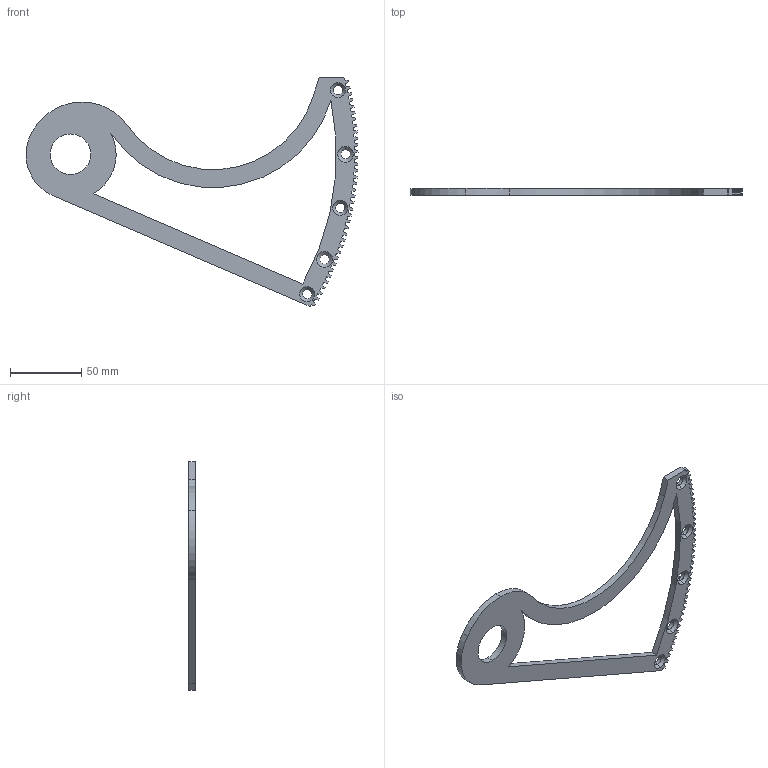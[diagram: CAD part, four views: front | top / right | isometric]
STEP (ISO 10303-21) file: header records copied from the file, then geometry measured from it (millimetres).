
FILE_DESCRIPTION (( 'STEP AP214' ), '1' );
FILE_NAME ('Side Plate Geared.STEP', '2026-01-17T14:21:22', ( '' ), ( '' ), 'SwSTEP 2.0', 'SolidWorks 2026', '' );
FILE_SCHEMA (( 'AUTOMOTIVE_DESIGN' ));
Length unit declared in the file: inch
Products named in the file (1): Side Plate Geared
Bounding box: 233.76 x 4.76 x 161.17 mm (x, y, z)
Volume: 45156.3 mm3; surface area: 26459.9 mm2
Topology: 1 solids, 1 shells, 185 faces, 539 edges, 356 vertices
Faces by surface type: plane 118, cylinder 57, cone 10
Entity records: 6152 total; most frequent: CARTESIAN_POINT 1081, ORIENTED_EDGE 1078, DIRECTION 1035, EDGE_CURVE 539, VECTOR 415, LINE 415, VERTEX_POINT 356, AXIS2_PLACEMENT_3D 310
